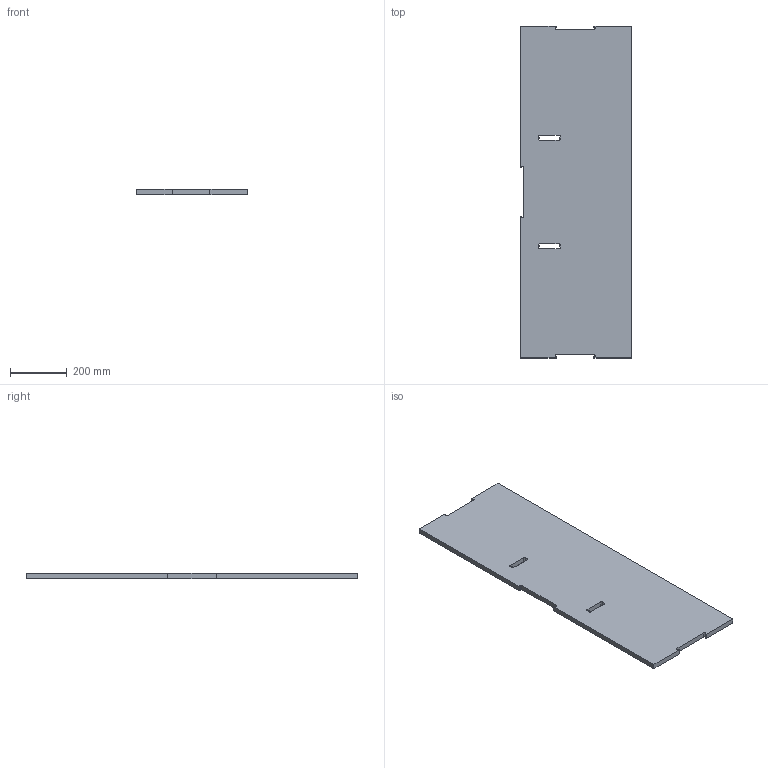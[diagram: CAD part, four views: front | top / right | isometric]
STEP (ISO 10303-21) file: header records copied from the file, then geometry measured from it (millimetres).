
FILE_DESCRIPTION(('CATIA V5 STEP Exchange'),'2;1');
FILE_NAME('BSF_V1_bas.stp','2018-11-01T10:46:33+00:00',('none'),('none'),'CATIA Version 5 Release 20 GA (IN-10)','CATIA V5 STEP AP203','none');
FILE_SCHEMA(('CONFIG_CONTROL_DESIGN'));
Length unit declared in the file: millimetre
Products named in the file (1): BSF_V1.0_Bas
Bounding box: 393.5 x 1172 x 18 mm (x, y, z)
Volume: 8142858.2 mm3; surface area: 972024 mm2
Topology: 1 solids, 1 shells, 60 faces, 162 edges, 108 vertices
Faces by surface type: plane 46, cylinder 14
Entity records: 1806 total; most frequent: ORIENTED_EDGE 324, CARTESIAN_POINT 313, DIRECTION 246, EDGE_CURVE 162, VECTOR 134, LINE 134, VERTEX_POINT 108, AXIS2_PLACEMENT_3D 71
